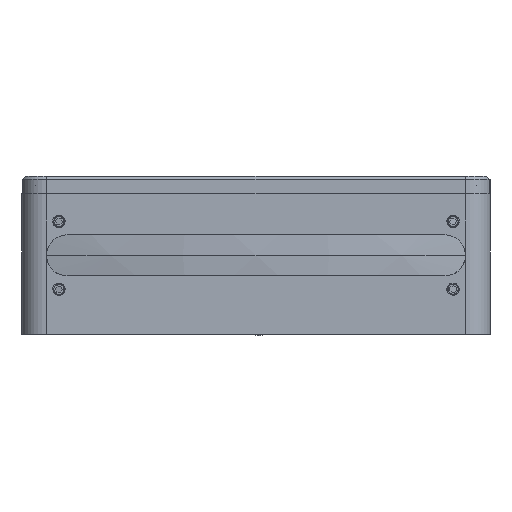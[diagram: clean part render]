
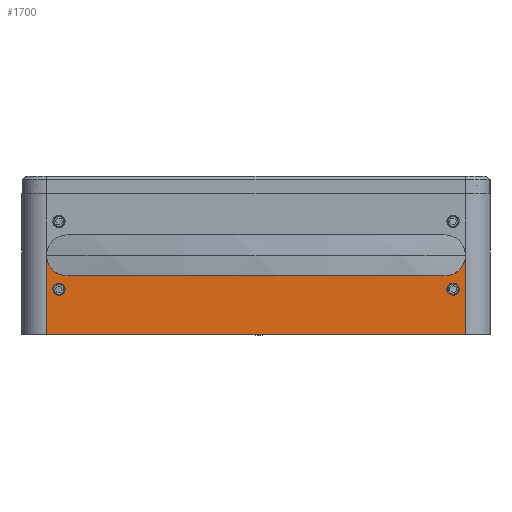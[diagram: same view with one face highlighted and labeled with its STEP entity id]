
A CAD part, front view. The second image highlights one B-rep face of the part: STEP entity #1700.
In plain terms, the highlighted planar face has unit normal (0, -1, 0).
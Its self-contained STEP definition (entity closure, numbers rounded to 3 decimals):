
#218 = EDGE_CURVE ( 'NONE', #16072, #3719, #3263, .T. ) ;
#389 = CIRCLE ( 'NONE', #3641, 1.25 ) ;
#550 = VECTOR ( 'NONE', #14974, 1000. ) ;
#571 = LINE ( 'NONE', #15188, #550 ) ;
#610 = EDGE_CURVE ( 'NONE', #11751, #11072, #16599, .T. ) ;
#691 = ORIENTED_EDGE ( 'NONE', *, *, #6322, .F. ) ;
#950 = EDGE_LOOP ( 'NONE', ( #4796, #1489 ) ) ;
#1315 = CARTESIAN_POINT ( 'NONE',  ( -69.439, -183.071, 295.037 ) ) ;
#1473 = DIRECTION ( 'NONE',  ( 0., 0., 1. ) ) ;
#1489 = ORIENTED_EDGE ( 'NONE', *, *, #10652, .F. ) ;
#1549 = EDGE_CURVE ( 'NONE', #10910, #11278, #10071, .T. ) ;
#1593 = EDGE_CURVE ( 'NONE', #3719, #5432, #9779, .T. ) ;
#1640 = ORIENTED_EDGE ( 'NONE', *, *, #2348, .F. ) ;
#1699 = VERTEX_POINT ( 'NONE', #15827 ) ;
#1700 = ADVANCED_FACE ( 'NONE', ( #9214, #9165, #9182 ), #9252, .F. ) ;
#1782 = VECTOR ( 'NONE', #16554, 1000. ) ;
#2348 = EDGE_CURVE ( 'NONE', #11278, #10910, #4689, .T. ) ;
#2406 = CARTESIAN_POINT ( 'NONE',  ( -64.439, -183.071, 0. ) ) ;
#2444 = DIRECTION ( 'NONE',  ( 0., -1., 0. ) ) ;
#2655 = CARTESIAN_POINT ( 'NONE',  ( 29.561, -183.071, -8.25 ) ) ;
#2696 = CARTESIAN_POINT ( 'NONE',  ( 32.561, -183.071, 295.037 ) ) ;
#2930 = DIRECTION ( 'NONE',  ( 1., 0., 0. ) ) ;
#2991 = EDGE_CURVE ( 'NONE', #1699, #16310, #571, .T. ) ;
#3122 = ORIENTED_EDGE ( 'NONE', *, *, #1593, .F. ) ;
#3134 = ORIENTED_EDGE ( 'NONE', *, *, #218, .F. ) ;
#3187 = VERTEX_POINT ( 'NONE', #14073 ) ;
#3263 = CIRCLE ( 'NONE', #10319, 5. ) ;
#3641 = AXIS2_PLACEMENT_3D ( 'NONE', #16010, #15997, #15983 ) ;
#3719 = VERTEX_POINT ( 'NONE', #8392 ) ;
#4285 = DIRECTION ( 'NONE',  ( 0., -1., 0. ) ) ;
#4456 = ORIENTED_EDGE ( 'NONE', *, *, #14179, .T. ) ;
#4689 = CIRCLE ( 'NONE', #5387, 1.25 ) ;
#4796 = ORIENTED_EDGE ( 'NONE', *, *, #610, .F. ) ;
#5002 = ORIENTED_EDGE ( 'NONE', *, *, #2991, .F. ) ;
#5288 = CIRCLE ( 'NONE', #13163, 5. ) ;
#5387 = AXIS2_PLACEMENT_3D ( 'NONE', #2655, #7768, #10386 ) ;
#5432 = VERTEX_POINT ( 'NONE', #14762 ) ;
#6268 = CARTESIAN_POINT ( 'NONE',  ( -66.439, -183.071, -9.5 ) ) ;
#6315 = DIRECTION ( 'NONE',  ( 0., 0., -1. ) ) ;
#6322 = EDGE_CURVE ( 'NONE', #5432, #1699, #5288, .T. ) ;
#6814 = AXIS2_PLACEMENT_3D ( 'NONE', #2696, #10478, #1473 ) ;
#7142 = AXIS2_PLACEMENT_3D ( 'NONE', #13387, #4285, #12079 ) ;
#7261 = DIRECTION ( 'NONE',  ( 0., 0., 1. ) ) ;
#7265 = DIRECTION ( 'NONE',  ( 0., -1., 0. ) ) ;
#7282 = CARTESIAN_POINT ( 'NONE',  ( 27.561, -183.071, 0. ) ) ;
#7768 = DIRECTION ( 'NONE',  ( 0., -1., 0. ) ) ;
#7811 = EDGE_CURVE ( 'NONE', #3187, #16310, #10056, .T. ) ;
#7914 = ORIENTED_EDGE ( 'NONE', *, *, #7811, .T. ) ;
#7962 = EDGE_LOOP ( 'NONE', ( #8624, #1640 ) ) ;
#8392 = CARTESIAN_POINT ( 'NONE',  ( -64.439, -183.071, -5. ) ) ;
#8624 = ORIENTED_EDGE ( 'NONE', *, *, #1549, .F. ) ;
#8678 = CARTESIAN_POINT ( 'NONE',  ( 32.561, -183.071, -19.25 ) ) ;
#9165 = FACE_BOUND ( 'NONE', #950, .T. ) ;
#9182 = FACE_BOUND ( 'NONE', #7962, .T. ) ;
#9197 = AXIS2_PLACEMENT_3D ( 'NONE', #11762, #11740, #11737 ) ;
#9214 = FACE_OUTER_BOUND ( 'NONE', #16203, .T. ) ;
#9252 = PLANE ( 'NONE',  #6814 ) ;
#9746 = VECTOR ( 'NONE', #2930, 1000. ) ;
#9779 = LINE ( 'NONE', #12012, #9746 ) ;
#10056 = LINE ( 'NONE', #16550, #1782 ) ;
#10071 = CIRCLE ( 'NONE', #7142, 1.25 ) ;
#10319 = AXIS2_PLACEMENT_3D ( 'NONE', #2406, #2444, #12769 ) ;
#10386 = DIRECTION ( 'NONE',  ( 0., 0., -1. ) ) ;
#10415 = CARTESIAN_POINT ( 'NONE',  ( 29.561, -183.071, -7. ) ) ;
#10478 = DIRECTION ( 'NONE',  ( 0., 1., 0. ) ) ;
#10652 = EDGE_CURVE ( 'NONE', #11072, #11751, #389, .T. ) ;
#10699 = CARTESIAN_POINT ( 'NONE',  ( -69.439, -183.071, 0. ) ) ;
#10710 = VECTOR ( 'NONE', #6315, 1000. ) ;
#10750 = LINE ( 'NONE', #1315, #10710 ) ;
#10910 = VERTEX_POINT ( 'NONE', #13945 ) ;
#11072 = VERTEX_POINT ( 'NONE', #12197 ) ;
#11278 = VERTEX_POINT ( 'NONE', #10415 ) ;
#11737 = DIRECTION ( 'NONE',  ( 0., 0., -1. ) ) ;
#11740 = DIRECTION ( 'NONE',  ( 0., -1., 0. ) ) ;
#11751 = VERTEX_POINT ( 'NONE', #6268 ) ;
#11762 = CARTESIAN_POINT ( 'NONE',  ( -66.439, -183.071, -8.25 ) ) ;
#12012 = CARTESIAN_POINT ( 'NONE',  ( -64.439, -183.071, -5. ) ) ;
#12079 = DIRECTION ( 'NONE',  ( 0., 0., -1. ) ) ;
#12197 = CARTESIAN_POINT ( 'NONE',  ( -66.439, -183.071, -7. ) ) ;
#12769 = DIRECTION ( 'NONE',  ( 0., 0., 1. ) ) ;
#13163 = AXIS2_PLACEMENT_3D ( 'NONE', #7282, #7265, #7261 ) ;
#13387 = CARTESIAN_POINT ( 'NONE',  ( 29.561, -183.071, -8.25 ) ) ;
#13945 = CARTESIAN_POINT ( 'NONE',  ( 29.561, -183.071, -9.5 ) ) ;
#14073 = CARTESIAN_POINT ( 'NONE',  ( -69.439, -183.071, -19.25 ) ) ;
#14179 = EDGE_CURVE ( 'NONE', #16072, #3187, #10750, .T. ) ;
#14762 = CARTESIAN_POINT ( 'NONE',  ( 27.561, -183.071, -5. ) ) ;
#14974 = DIRECTION ( 'NONE',  ( 0., 0., -1. ) ) ;
#15188 = CARTESIAN_POINT ( 'NONE',  ( 32.561, -183.071, 295.037 ) ) ;
#15827 = CARTESIAN_POINT ( 'NONE',  ( 32.561, -183.071, 0. ) ) ;
#15983 = DIRECTION ( 'NONE',  ( 0., 0., -1. ) ) ;
#15997 = DIRECTION ( 'NONE',  ( 0., -1., 0. ) ) ;
#16010 = CARTESIAN_POINT ( 'NONE',  ( -66.439, -183.071, -8.25 ) ) ;
#16072 = VERTEX_POINT ( 'NONE', #10699 ) ;
#16203 = EDGE_LOOP ( 'NONE', ( #5002, #691, #3122, #3134, #4456, #7914 ) ) ;
#16310 = VERTEX_POINT ( 'NONE', #8678 ) ;
#16550 = CARTESIAN_POINT ( 'NONE',  ( 32.561, -183.071, -19.25 ) ) ;
#16554 = DIRECTION ( 'NONE',  ( 1., 0., 0. ) ) ;
#16599 = CIRCLE ( 'NONE', #9197, 1.25 ) ;
